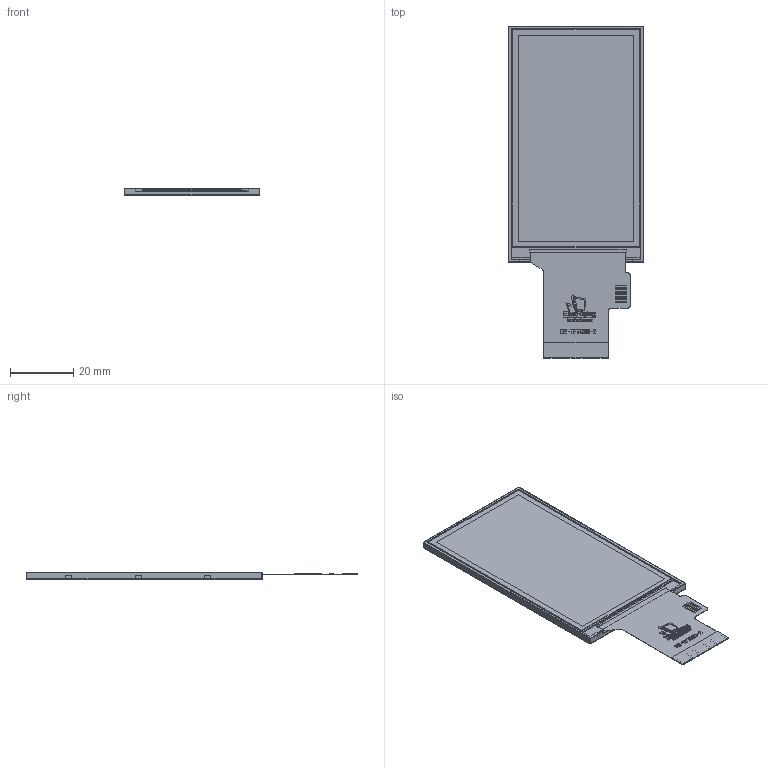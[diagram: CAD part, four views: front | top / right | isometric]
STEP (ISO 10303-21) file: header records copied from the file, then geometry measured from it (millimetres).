
FILE_DESCRIPTION (( 'STEP AP214' ), '1' );
FILE_NAME ('ER-TFT030-2.STEP', '2024-07-17T02:07:41', ( '微软用户' ), ( '微软中国' ), 'SwSTEP 2.0', 'SolidWorks 2023', '' );
FILE_SCHEMA (( 'AUTOMOTIVE_DESIGN' ));
Length unit declared in the file: millimetre
Products named in the file (1): ER-TFT030-2
Bounding box: 42.94 x 105.11 x 2.2 mm (x, y, z)
Volume: 6952.5 mm3; surface area: 9838.3 mm2
Topology: 43 solids, 43 shells, 747 faces, 2039 edges, 1376 vertices
Faces by surface type: plane 467, bspline 267, cylinder 13
Entity records: 35317 total; most frequent: CARTESIAN_POINT 16802, ORIENTED_EDGE 4078, DIRECTION 2489, EDGE_CURVE 2039, VECTOR 1459, LINE 1459, VERTEX_POINT 1376, EDGE_LOOP 781
